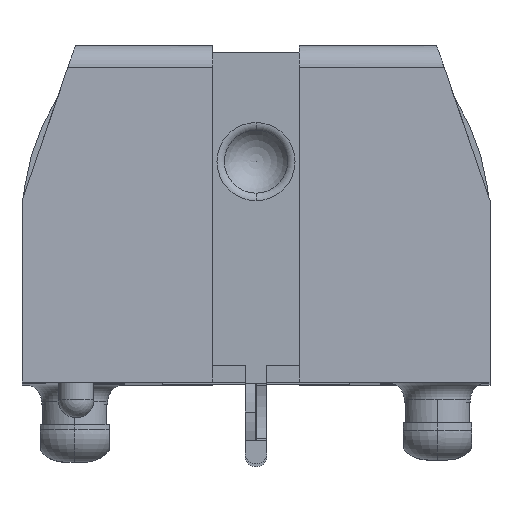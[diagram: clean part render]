
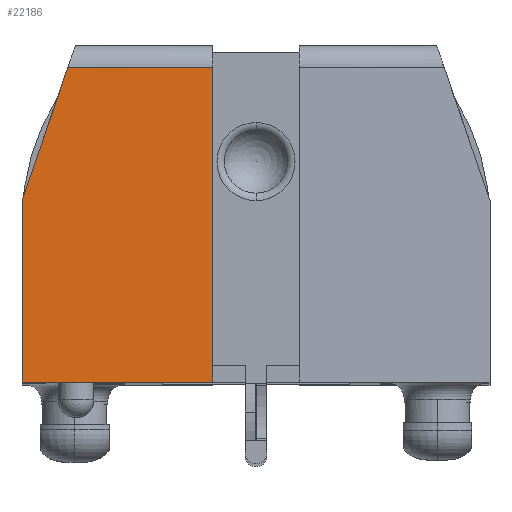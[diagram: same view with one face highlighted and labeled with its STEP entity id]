
A CAD part, top view. The second image highlights one B-rep face of the part: STEP entity #22186.
In plain terms, the highlighted planar face has unit normal (0, 0.018, 1).
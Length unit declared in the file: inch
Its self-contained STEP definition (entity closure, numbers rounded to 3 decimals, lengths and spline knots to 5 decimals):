
#1650 = DIRECTION ( 'NONE',  ( -1., 0., 0. ) ) ;
#2063 = EDGE_CURVE ( 'NONE', #14931, #27041, #23898, .T. ) ;
#2136 = DIRECTION ( 'NONE',  ( 0., 0.017, 1. ) ) ;
#4439 = VECTOR ( 'NONE', #21486, 39.37008 ) ;
#7645 = CARTESIAN_POINT ( 'NONE',  ( -0.0776, -0.39958, 1.40989 ) ) ;
#8546 = DIRECTION ( 'NONE',  ( -1., 0., 0. ) ) ;
#10135 = ORIENTED_EDGE ( 'NONE', *, *, #12492, .F. ) ;
#11604 = ORIENTED_EDGE ( 'NONE', *, *, #38869, .F. ) ;
#12492 = EDGE_CURVE ( 'NONE', #20168, #14931, #39591, .T. ) ;
#12997 = EDGE_CURVE ( 'NONE', #27212, #20168, #36001, .T. ) ;
#13907 = VECTOR ( 'NONE', #23826, 39.37008 ) ;
#14366 = ORIENTED_EDGE ( 'NONE', *, *, #2063, .F. ) ;
#14931 = VERTEX_POINT ( 'NONE', #16507 ) ;
#15124 = ORIENTED_EDGE ( 'NONE', *, *, #12997, .F. ) ;
#15270 = CARTESIAN_POINT ( 'NONE',  ( 0.00183, 0.14612, 1.40037 ) ) ;
#15282 = AXIS2_PLACEMENT_3D ( 'NONE', #30646, #2136, #33732 ) ;
#16507 = CARTESIAN_POINT ( 'NONE',  ( -0.0776, -0.08458, 1.40439 ) ) ;
#17710 = CARTESIAN_POINT ( 'NONE',  ( -0.0776, -0.46758, 1.41108 ) ) ;
#20168 = VERTEX_POINT ( 'NONE', #30422 ) ;
#20609 = FACE_OUTER_BOUND ( 'NONE', #40473, .T. ) ;
#21486 = DIRECTION ( 'NONE',  ( 0., -1., 0.017 ) ) ;
#22186 = ADVANCED_FACE ( 'NONE', ( #20609 ), #30434, .T. ) ;
#23592 = VERTEX_POINT ( 'NONE', #40617 ) ;
#23826 = DIRECTION ( 'NONE',  ( 0., 1., -0.017 ) ) ;
#23898 = LINE ( 'NONE', #27247, #36509 ) ;
#25869 = VECTOR ( 'NONE', #8546, 39.37008 ) ;
#27041 = VERTEX_POINT ( 'NONE', #15270 ) ;
#27212 = VERTEX_POINT ( 'NONE', #33991 ) ;
#27247 = CARTESIAN_POINT ( 'NONE',  ( -0.19551, -0.42699, 1.41037 ) ) ;
#27659 = DIRECTION ( 'NONE',  ( 0.326, 0.945, -0.017 ) ) ;
#30422 = CARTESIAN_POINT ( 'NONE',  ( -0.0776, -0.39958, 1.40989 ) ) ;
#30434 = PLANE ( 'NONE',  #15282 ) ;
#30646 = CARTESIAN_POINT ( 'NONE',  ( -0.0776, -0.46758, 1.41108 ) ) ;
#31105 = CARTESIAN_POINT ( 'NONE',  ( 0.2539, -0.46758, 1.41108 ) ) ;
#33168 = ORIENTED_EDGE ( 'NONE', *, *, #39756, .T. ) ;
#33732 = DIRECTION ( 'NONE',  ( 1., 0., 0. ) ) ;
#33948 = CARTESIAN_POINT ( 'NONE',  ( 0.01537, 0.14612, 1.40037 ) ) ;
#33991 = CARTESIAN_POINT ( 'NONE',  ( 0.2539, -0.39958, 1.40989 ) ) ;
#35886 = VECTOR ( 'NONE', #1650, 39.37008 ) ;
#36001 = LINE ( 'NONE', #7645, #35886 ) ;
#36509 = VECTOR ( 'NONE', #27659, 39.37008 ) ;
#38869 = EDGE_CURVE ( 'NONE', #23592, #27212, #40228, .T. ) ;
#39591 = LINE ( 'NONE', #17710, #13907 ) ;
#39756 = EDGE_CURVE ( 'NONE', #23592, #27041, #40382, .T. ) ;
#40228 = LINE ( 'NONE', #31105, #4439 ) ;
#40382 = LINE ( 'NONE', #33948, #25869 ) ;
#40473 = EDGE_LOOP ( 'NONE', ( #11604, #33168, #14366, #10135, #15124 ) ) ;
#40617 = CARTESIAN_POINT ( 'NONE',  ( 0.2539, 0.14612, 1.40037 ) ) ;
